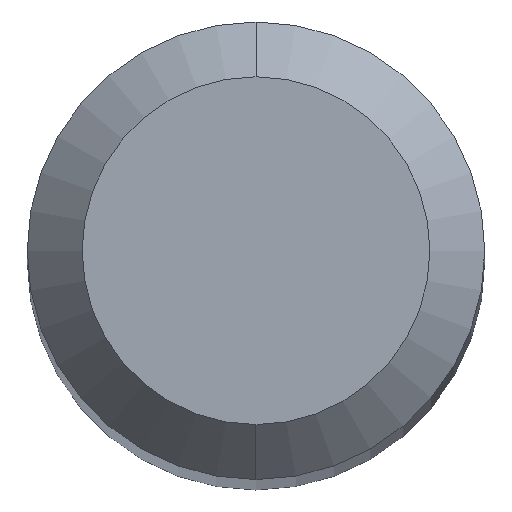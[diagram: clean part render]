
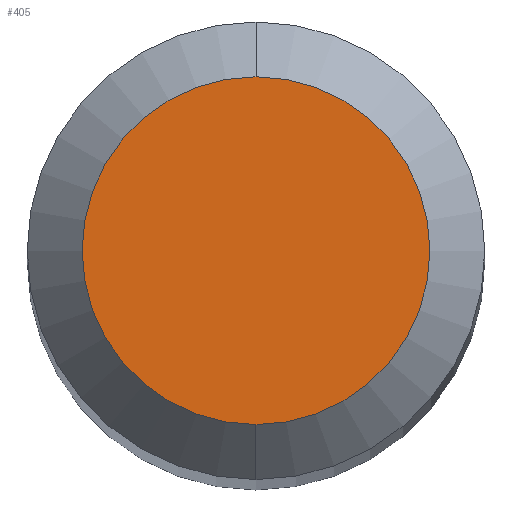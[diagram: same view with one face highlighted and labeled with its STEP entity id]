
A CAD part, top view. The second image highlights one B-rep face of the part: STEP entity #405.
In plain terms, the highlighted planar face has unit normal (0, 0, 1).
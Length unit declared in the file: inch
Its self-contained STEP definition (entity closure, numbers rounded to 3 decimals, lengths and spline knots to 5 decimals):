
#24 = ORIENTED_EDGE ( 'NONE', *, *, #330, .T. ) ;
#29 = CARTESIAN_POINT ( 'NONE',  ( 0., 0., 0. ) ) ;
#34 = AXIS2_PLACEMENT_3D ( 'NONE', #29, #488, #165 ) ;
#70 = AXIS2_PLACEMENT_3D ( 'NONE', #100, #144, #139 ) ;
#83 = DIRECTION ( 'NONE',  ( 0., 1., 0. ) ) ;
#93 = VERTEX_POINT ( 'NONE', #317 ) ;
#100 = CARTESIAN_POINT ( 'NONE',  ( 0., 0., 0. ) ) ;
#110 = ORIENTED_EDGE ( 'NONE', *, *, #360, .T. ) ;
#136 = CIRCLE ( 'NONE', #70, 0.0475 ) ;
#139 = DIRECTION ( 'NONE',  ( 0., -1., 0. ) ) ;
#144 = DIRECTION ( 'NONE',  ( 0., 0., 1. ) ) ;
#165 = DIRECTION ( 'NONE',  ( 0., -1., 0. ) ) ;
#284 = DIRECTION ( 'NONE',  ( 0., 0., -1. ) ) ;
#313 = VERTEX_POINT ( 'NONE', #508 ) ;
#317 = CARTESIAN_POINT ( 'NONE',  ( 0., -0.0475, 0. ) ) ;
#330 = EDGE_CURVE ( 'NONE', #93, #313, #136, .T. ) ;
#333 = CARTESIAN_POINT ( 'NONE',  ( 0., 0.0475, 0. ) ) ;
#341 = AXIS2_PLACEMENT_3D ( 'NONE', #333, #284, #83 ) ;
#360 = EDGE_CURVE ( 'NONE', #313, #93, #382, .T. ) ;
#382 = CIRCLE ( 'NONE', #34, 0.0475 ) ;
#405 = ADVANCED_FACE ( 'NONE', ( #407 ), #497, .F. ) ;
#407 = FACE_OUTER_BOUND ( 'NONE', #457, .T. ) ;
#457 = EDGE_LOOP ( 'NONE', ( #110, #24 ) ) ;
#488 = DIRECTION ( 'NONE',  ( 0., 0., 1. ) ) ;
#497 = PLANE ( 'NONE',  #341 ) ;
#508 = CARTESIAN_POINT ( 'NONE',  ( 0., 0.0475, 0. ) ) ;
